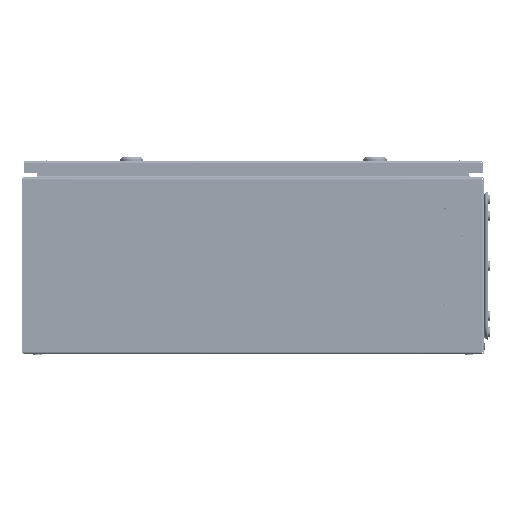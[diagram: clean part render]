
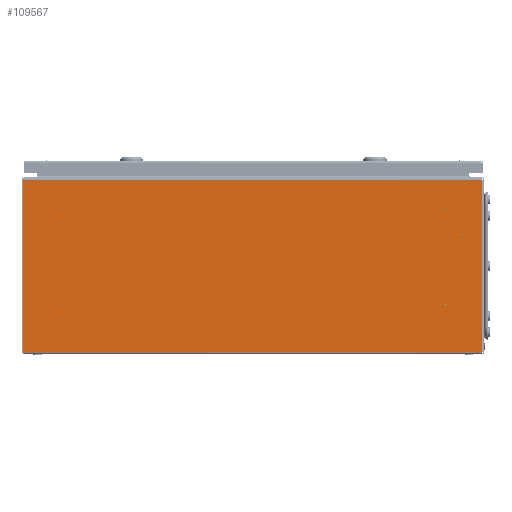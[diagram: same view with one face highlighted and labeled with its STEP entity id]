
A CAD part, left-side view. The second image highlights one B-rep face of the part: STEP entity #109567.
In plain terms, the highlighted planar face has unit normal (-1, 0, 0).
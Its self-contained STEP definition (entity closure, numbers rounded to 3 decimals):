
#289 = FACE_BOUND ( 'NONE', #105800, .T. ) ;
#417 = EDGE_CURVE ( 'NONE', #5380, #86063, #39630, .T. ) ;
#967 = VECTOR ( 'NONE', #41060, 1000. ) ;
#1996 = DIRECTION ( 'NONE',  ( 0., 0., -1. ) ) ;
#2388 = CARTESIAN_POINT ( 'NONE',  ( -300., -296.6, 226.6 ) ) ;
#2555 = CIRCLE ( 'NONE', #36046, 0.883 ) ;
#5380 = VERTEX_POINT ( 'NONE', #15572 ) ;
#5387 = ORIENTED_EDGE ( 'NONE', *, *, #417, .F. ) ;
#5799 = VERTEX_POINT ( 'NONE', #2388 ) ;
#6306 = LINE ( 'NONE', #101839, #967 ) ;
#6483 = CARTESIAN_POINT ( 'NONE',  ( -300., -249., 64.6 ) ) ;
#7610 = DIRECTION ( 'NONE',  ( 0., 0., -1. ) ) ;
#9360 = ORIENTED_EDGE ( 'NONE', *, *, #35929, .F. ) ;
#9585 = CARTESIAN_POINT ( 'NONE',  ( -300., -249., 189.6 ) ) ;
#11201 = DIRECTION ( 'NONE',  ( -1., 0., 0. ) ) ;
#12228 = DIRECTION ( 'NONE',  ( 0., 0., -1. ) ) ;
#13776 = ORIENTED_EDGE ( 'NONE', *, *, #77574, .T. ) ;
#14107 = CARTESIAN_POINT ( 'NONE',  ( -300., 249., 189.6 ) ) ;
#14245 = LINE ( 'NONE', #102998, #111347 ) ;
#14472 = DIRECTION ( 'NONE',  ( 0., 0., -1. ) ) ;
#15128 = DIRECTION ( 'NONE',  ( -1., 0., 0. ) ) ;
#15572 = CARTESIAN_POINT ( 'NONE',  ( -300., -249., 188.717 ) ) ;
#20285 = VECTOR ( 'NONE', #100265, 1000. ) ;
#23396 = ORIENTED_EDGE ( 'NONE', *, *, #76841, .F. ) ;
#24045 = CARTESIAN_POINT ( 'NONE',  ( -300., 249., 188.717 ) ) ;
#25870 = FACE_BOUND ( 'NONE', #90061, .T. ) ;
#26442 = VERTEX_POINT ( 'NONE', #24045 ) ;
#26875 = DIRECTION ( 'NONE',  ( -1., 0., 0. ) ) ;
#27605 = VERTEX_POINT ( 'NONE', #104937 ) ;
#28135 = CARTESIAN_POINT ( 'NONE',  ( -300., -249., 63.717 ) ) ;
#28230 = VERTEX_POINT ( 'NONE', #28355 ) ;
#28355 = CARTESIAN_POINT ( 'NONE',  ( -300., 298.246, 3.4 ) ) ;
#28449 = CIRCLE ( 'NONE', #90371, 0.883 ) ;
#28477 = EDGE_CURVE ( 'NONE', #65842, #78411, #2555, .T. ) ;
#28982 = LINE ( 'NONE', #35769, #101812 ) ;
#29777 = EDGE_CURVE ( 'NONE', #70780, #28230, #6306, .T. ) ;
#29856 = FACE_OUTER_BOUND ( 'NONE', #35907, .T. ) ;
#31606 = VERTEX_POINT ( 'NONE', #106027 ) ;
#32093 = ORIENTED_EDGE ( 'NONE', *, *, #72210, .F. ) ;
#33155 = DIRECTION ( 'NONE',  ( 0., 0., 1. ) ) ;
#35769 = CARTESIAN_POINT ( 'NONE',  ( -300., -296.6, 244.992 ) ) ;
#35907 = EDGE_LOOP ( 'NONE', ( #103773, #79083, #13776, #32093 ) ) ;
#35929 = EDGE_CURVE ( 'NONE', #54281, #108264, #40680, .T. ) ;
#36046 = AXIS2_PLACEMENT_3D ( 'NONE', #61823, #87835, #61439 ) ;
#36712 = CARTESIAN_POINT ( 'NONE',  ( -300., -269.117, 155. ) ) ;
#37366 = EDGE_CURVE ( 'NONE', #101230, #26442, #60598, .T. ) ;
#37815 = EDGE_CURVE ( 'NONE', #83185, #31606, #72595, .T. ) ;
#39519 = ORIENTED_EDGE ( 'NONE', *, *, #37815, .F. ) ;
#39608 = DIRECTION ( 'NONE',  ( -1., 0., 0. ) ) ;
#39630 = CIRCLE ( 'NONE', #74279, 0.883 ) ;
#40680 = CIRCLE ( 'NONE', #92620, 0.883 ) ;
#41060 = DIRECTION ( 'NONE',  ( 0., 1., 0. ) ) ;
#41180 = EDGE_CURVE ( 'NONE', #108264, #54281, #68182, .T. ) ;
#43387 = FACE_BOUND ( 'NONE', #68084, .T. ) ;
#45203 = CIRCLE ( 'NONE', #55957, 0.883 ) ;
#45972 = LINE ( 'NONE', #75280, #20285 ) ;
#45989 = CARTESIAN_POINT ( 'NONE',  ( -300., -249., 190.483 ) ) ;
#47263 = AXIS2_PLACEMENT_3D ( 'NONE', #47973, #74303, #73578 ) ;
#47847 = DIRECTION ( 'NONE',  ( -1., 0., 0. ) ) ;
#47973 = CARTESIAN_POINT ( 'NONE',  ( -300., 249., 64.6 ) ) ;
#48688 = ORIENTED_EDGE ( 'NONE', *, *, #70199, .F. ) ;
#54281 = VERTEX_POINT ( 'NONE', #60820 ) ;
#54566 = EDGE_LOOP ( 'NONE', ( #75212, #5387 ) ) ;
#55720 = DIRECTION ( 'NONE',  ( 0., 0., -1. ) ) ;
#55957 = AXIS2_PLACEMENT_3D ( 'NONE', #65899, #47847, #91175 ) ;
#56125 = AXIS2_PLACEMENT_3D ( 'NONE', #97483, #89126, #12228 ) ;
#56197 = CARTESIAN_POINT ( 'NONE',  ( -300., -249., 189.6 ) ) ;
#58096 = AXIS2_PLACEMENT_3D ( 'NONE', #88389, #97486, #107301 ) ;
#59343 = CARTESIAN_POINT ( 'NONE',  ( -300., 249., 190.483 ) ) ;
#60598 = CIRCLE ( 'NONE', #75283, 0.883 ) ;
#60820 = CARTESIAN_POINT ( 'NONE',  ( -300., -249., 65.483 ) ) ;
#61439 = DIRECTION ( 'NONE',  ( 0., 0., -1. ) ) ;
#61823 = CARTESIAN_POINT ( 'NONE',  ( -300., -270., 155. ) ) ;
#62929 = CARTESIAN_POINT ( 'NONE',  ( -300., 249., 189.6 ) ) ;
#65842 = VERTEX_POINT ( 'NONE', #103454 ) ;
#65899 = CARTESIAN_POINT ( 'NONE',  ( -300., -270., 155. ) ) ;
#66269 = FACE_BOUND ( 'NONE', #100467, .T. ) ;
#66688 = CIRCLE ( 'NONE', #58096, 0.883 ) ;
#68084 = EDGE_LOOP ( 'NONE', ( #85637, #23396 ) ) ;
#68182 = CIRCLE ( 'NONE', #76961, 0.883 ) ;
#70199 = EDGE_CURVE ( 'NONE', #78411, #65842, #45203, .T. ) ;
#70780 = VERTEX_POINT ( 'NONE', #80004 ) ;
#71107 = CARTESIAN_POINT ( 'NONE',  ( -300., -249., 64.6 ) ) ;
#71629 = DIRECTION ( 'NONE',  ( -1., 0., 0. ) ) ;
#71721 = CIRCLE ( 'NONE', #94688, 0.883 ) ;
#72210 = EDGE_CURVE ( 'NONE', #28230, #27605, #14245, .T. ) ;
#72595 = CIRCLE ( 'NONE', #47263, 0.883 ) ;
#73313 = EDGE_CURVE ( 'NONE', #5799, #70780, #28982, .T. ) ;
#73578 = DIRECTION ( 'NONE',  ( 0., 0., -1. ) ) ;
#73680 = CARTESIAN_POINT ( 'NONE',  ( -300., 249., 63.717 ) ) ;
#74279 = AXIS2_PLACEMENT_3D ( 'NONE', #9585, #26875, #1996 ) ;
#74303 = DIRECTION ( 'NONE',  ( -1., 0., 0. ) ) ;
#75212 = ORIENTED_EDGE ( 'NONE', *, *, #84098, .F. ) ;
#75280 = CARTESIAN_POINT ( 'NONE',  ( -300., -300., 226.6 ) ) ;
#75283 = AXIS2_PLACEMENT_3D ( 'NONE', #14107, #82681, #14472 ) ;
#76841 = EDGE_CURVE ( 'NONE', #26442, #101230, #28449, .T. ) ;
#76961 = AXIS2_PLACEMENT_3D ( 'NONE', #71107, #11201, #88821 ) ;
#77574 = EDGE_CURVE ( 'NONE', #5799, #27605, #45972, .T. ) ;
#78411 = VERTEX_POINT ( 'NONE', #36712 ) ;
#79083 = ORIENTED_EDGE ( 'NONE', *, *, #73313, .F. ) ;
#80004 = CARTESIAN_POINT ( 'NONE',  ( -300., -296.6, 3.4 ) ) ;
#82489 = ORIENTED_EDGE ( 'NONE', *, *, #106499, .F. ) ;
#82681 = DIRECTION ( 'NONE',  ( -1., 0., 0. ) ) ;
#83185 = VERTEX_POINT ( 'NONE', #73680 ) ;
#84098 = EDGE_CURVE ( 'NONE', #86063, #5380, #71721, .T. ) ;
#85637 = ORIENTED_EDGE ( 'NONE', *, *, #37366, .F. ) ;
#86063 = VERTEX_POINT ( 'NONE', #45989 ) ;
#87835 = DIRECTION ( 'NONE',  ( -1., 0., 0. ) ) ;
#88389 = CARTESIAN_POINT ( 'NONE',  ( -300., 249., 64.6 ) ) ;
#88821 = DIRECTION ( 'NONE',  ( 0., 0., -1. ) ) ;
#89126 = DIRECTION ( 'NONE',  ( 1., 0., 0. ) ) ;
#89236 = FACE_BOUND ( 'NONE', #54566, .T. ) ;
#90061 = EDGE_LOOP ( 'NONE', ( #48688, #92135 ) ) ;
#90371 = AXIS2_PLACEMENT_3D ( 'NONE', #62929, #71629, #55720 ) ;
#91175 = DIRECTION ( 'NONE',  ( 0., 0., -1. ) ) ;
#91645 = DIRECTION ( 'NONE',  ( 0., 0., -1. ) ) ;
#92135 = ORIENTED_EDGE ( 'NONE', *, *, #28477, .F. ) ;
#92620 = AXIS2_PLACEMENT_3D ( 'NONE', #6483, #15128, #7610 ) ;
#94688 = AXIS2_PLACEMENT_3D ( 'NONE', #56197, #39608, #91645 ) ;
#96090 = DIRECTION ( 'NONE',  ( 0., 0., -1. ) ) ;
#97483 = CARTESIAN_POINT ( 'NONE',  ( -300., -300., 226.6 ) ) ;
#97486 = DIRECTION ( 'NONE',  ( -1., 0., 0. ) ) ;
#100265 = DIRECTION ( 'NONE',  ( 0., 1., 0. ) ) ;
#100467 = EDGE_LOOP ( 'NONE', ( #82489, #39519 ) ) ;
#101230 = VERTEX_POINT ( 'NONE', #59343 ) ;
#101812 = VECTOR ( 'NONE', #96090, 1000. ) ;
#101839 = CARTESIAN_POINT ( 'NONE',  ( -300., -300., 3.4 ) ) ;
#102998 = CARTESIAN_POINT ( 'NONE',  ( -300., 298.246, 226.6 ) ) ;
#103000 = ORIENTED_EDGE ( 'NONE', *, *, #41180, .F. ) ;
#103454 = CARTESIAN_POINT ( 'NONE',  ( -300., -270.883, 155. ) ) ;
#103773 = ORIENTED_EDGE ( 'NONE', *, *, #29777, .F. ) ;
#104937 = CARTESIAN_POINT ( 'NONE',  ( -300., 298.246, 226.6 ) ) ;
#105800 = EDGE_LOOP ( 'NONE', ( #9360, #103000 ) ) ;
#106027 = CARTESIAN_POINT ( 'NONE',  ( -300., 249., 65.483 ) ) ;
#106499 = EDGE_CURVE ( 'NONE', #31606, #83185, #66688, .T. ) ;
#106933 = PLANE ( 'NONE',  #56125 ) ;
#107301 = DIRECTION ( 'NONE',  ( 0., 0., -1. ) ) ;
#108264 = VERTEX_POINT ( 'NONE', #28135 ) ;
#109567 = ADVANCED_FACE ( 'NONE', ( #25870, #289, #89236, #66269, #43387, #29856 ), #106933, .F. ) ;
#111347 = VECTOR ( 'NONE', #33155, 1000. ) ;
